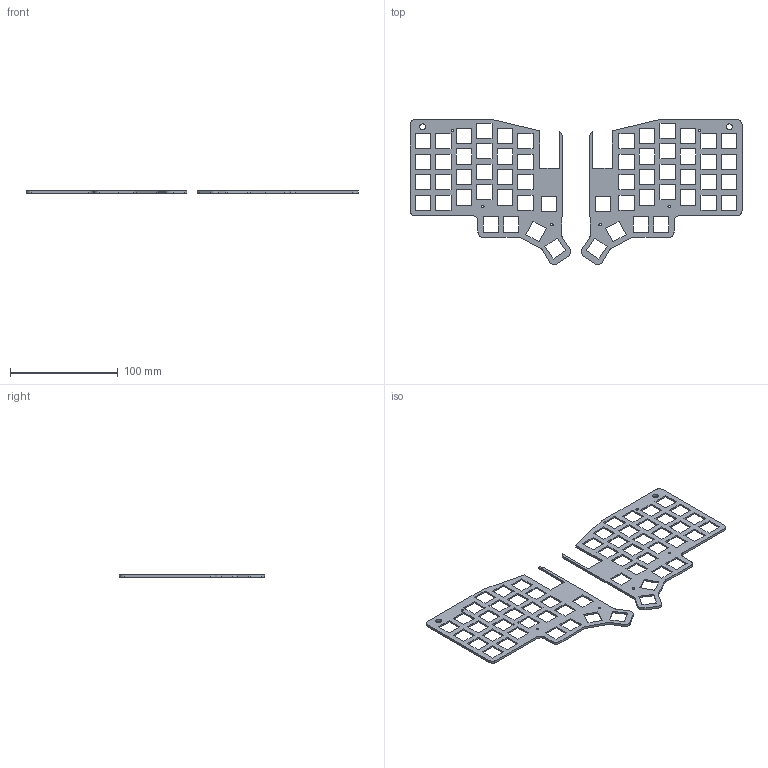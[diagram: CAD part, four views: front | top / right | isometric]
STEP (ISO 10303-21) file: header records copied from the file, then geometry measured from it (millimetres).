
FILE_DESCRIPTION(/* description */ ('STEP AP242','CAx-IF Rec.Pracs.---Representation and Presentation of Product Manufacturing Information (PMI)---4.0---2014-10-13','CAx-IF Rec.Pracs.---3D Tessellated Geometry---0.4---2014-09-14','2;1'),/* implementation_level */ '2;1');
FILE_NAME(/* name */ '686ba8722ec68d1dca01fa8a',/* time_stamp */ '2025-07-07T10:59:00Z',/* author */ (''),/* organization */ (''),/* preprocessor_version */ 'ST-DEVELOPER v20',/* originating_system */ 'ONSHAPE BY PTC INC, 1.200',/* authorisation */ ' ');
FILE_SCHEMA (('AP242_MANAGED_MODEL_BASED_3D_ENGINEERING_MIM_LF { 1 0 10303 442 1 1 4 }'));
Length unit declared in the file: metre
Products named in the file (2): left plate; right plate
Bounding box: 307.69 x 134.46 x 2.2 mm (x, y, z)
Volume: 31761.5 mm3; surface area: 42038.1 mm2
Topology: 2 solids, 2 shells, 592 faces, 1590 edges, 1060 vertices
Faces by surface type: plane 562, cylinder 30
Full cylindrical faces by diameter (mm): 2.2 x6, 5.5 x2
Entity records: 18445 total; most frequent: CARTESIAN_POINT 3236, ORIENTED_EDGE 3164, DIRECTION 2830, EDGE_CURVE 1582, LINE 1522, VECTOR 1522, VERTEX_POINT 1060, EDGE_LOOP 790
